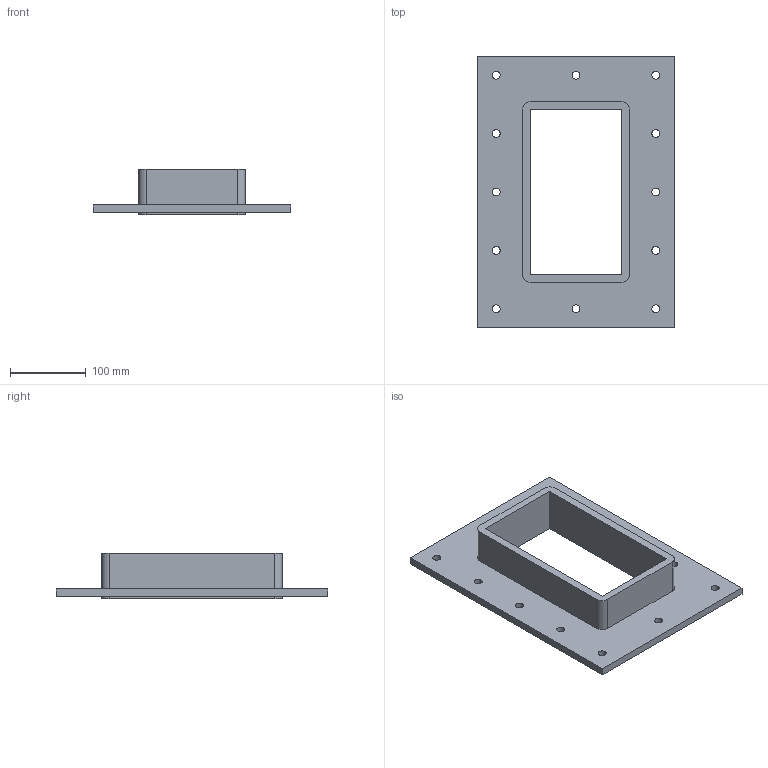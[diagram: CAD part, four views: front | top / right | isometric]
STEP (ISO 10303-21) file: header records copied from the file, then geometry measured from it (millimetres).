
FILE_DESCRIPTION((''),'2;1');
FILE_NAME('SFHM6X1.stp','2017-01-17T17:25:02',(''),(''),'Autodesk Inventor 2013','Autodesk Inventor 2013','');
FILE_SCHEMA(('AUTOMOTIVE_DESIGN { 1 0 10303 214 1 1 1 1 }'));
Length unit declared in the file: millimetre
Products named in the file (1): RTD-FRAME GENERATOR SF-LABB
Bounding box: 260.5 x 358 x 60 mm (x, y, z)
Volume: 1013717.1 mm3; surface area: 225841.8 mm2
Topology: 1 solids, 1 shells, 40 faces, 120 edges, 84 vertices
Faces by surface type: cylinder 20, plane 20
Full cylindrical faces by diameter (mm): 10.5 x12
Entity records: 1290 total; most frequent: DIRECTION 218, CARTESIAN_POINT 209, ORIENTED_EDGE 192, EDGE_CURVE 96, AXIS2_PLACEMENT_3D 81, EDGE_LOOP 80, VERTEX_POINT 72, VECTOR 56
